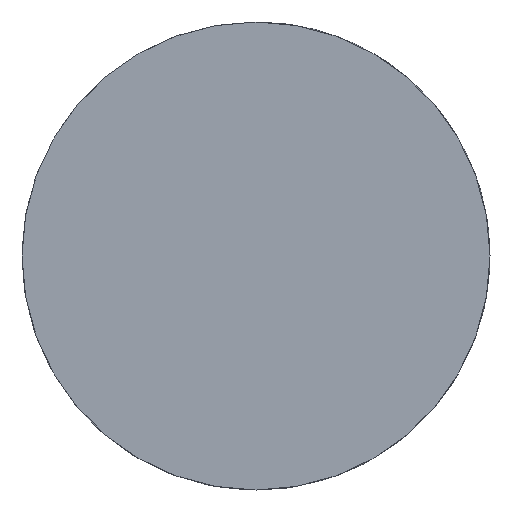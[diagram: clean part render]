
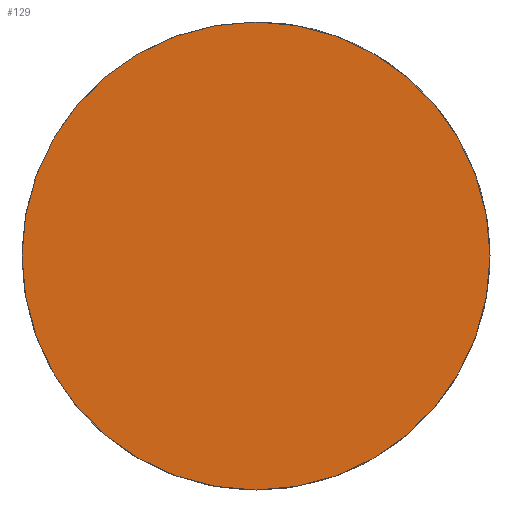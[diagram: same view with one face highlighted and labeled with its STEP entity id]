
A CAD part, left-side view. The second image highlights one B-rep face of the part: STEP entity #129.
In plain terms, the highlighted planar face has unit normal (-1, 0, 0).
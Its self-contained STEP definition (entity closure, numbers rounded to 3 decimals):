
#9 = FACE_OUTER_BOUND ( 'NONE', #39, .T. ) ;
#17 = VERTEX_POINT ( 'NONE', #137 ) ;
#39 = EDGE_LOOP ( 'NONE', ( #192 ) ) ;
#76 = CARTESIAN_POINT ( 'NONE',  ( 0., 0., 0. ) ) ;
#79 = AXIS2_PLACEMENT_3D ( 'NONE', #223, #204, #179 ) ;
#96 = DIRECTION ( 'NONE',  ( 1., 0., 0. ) ) ;
#108 = EDGE_CURVE ( 'NONE', #17, #17, #141, .T. ) ;
#128 = DIRECTION ( 'NONE',  ( 0., 0., -1. ) ) ;
#129 = ADVANCED_FACE ( 'NONE', ( #9 ), #147, .F. ) ;
#137 = CARTESIAN_POINT ( 'NONE',  ( 0., 0., -12.5 ) ) ;
#141 = CIRCLE ( 'NONE', #180, 12.5 ) ;
#147 = PLANE ( 'NONE',  #79 ) ;
#179 = DIRECTION ( 'NONE',  ( 0., 0., -1. ) ) ;
#180 = AXIS2_PLACEMENT_3D ( 'NONE', #76, #96, #128 ) ;
#192 = ORIENTED_EDGE ( 'NONE', *, *, #108, .F. ) ;
#204 = DIRECTION ( 'NONE',  ( 1., 0., 0. ) ) ;
#223 = CARTESIAN_POINT ( 'NONE',  ( 0., 0., 0. ) ) ;
